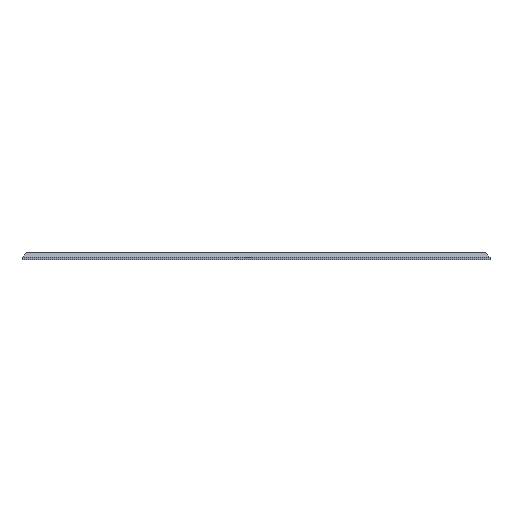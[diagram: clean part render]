
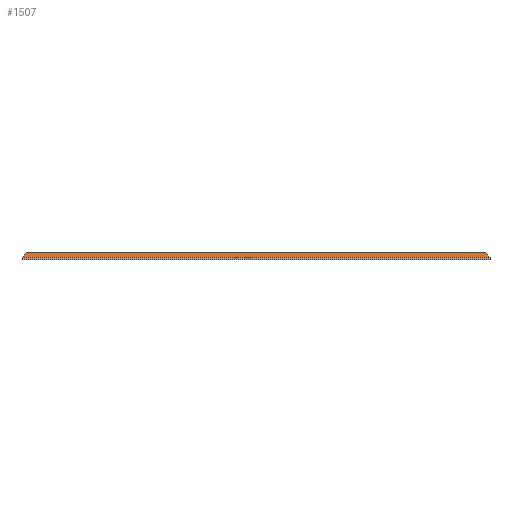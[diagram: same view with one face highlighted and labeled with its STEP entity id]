
A CAD part, front view. The second image highlights one B-rep face of the part: STEP entity #1507.
In plain terms, the highlighted planar face has unit normal (0, -0.707, 0.707).
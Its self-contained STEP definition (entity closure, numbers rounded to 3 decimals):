
#217=FACE_OUTER_BOUND('',#291,.T.);
#291=EDGE_LOOP('',(#1229,#1230,#1231,#1232));
#466=LINE('',#2479,#610);
#468=LINE('',#2483,#612);
#469=LINE('',#2485,#613);
#470=LINE('',#2486,#614);
#610=VECTOR('',#2046,10.);
#612=VECTOR('',#2050,10.);
#613=VECTOR('',#2051,10.);
#614=VECTOR('',#2052,10.);
#753=VERTEX_POINT('',#2476);
#754=VERTEX_POINT('',#2478);
#755=VERTEX_POINT('',#2482);
#756=VERTEX_POINT('',#2484);
#954=EDGE_CURVE('',#753,#754,#466,.T.);
#956=EDGE_CURVE('',#753,#755,#468,.T.);
#957=EDGE_CURVE('',#755,#756,#469,.T.);
#958=EDGE_CURVE('',#756,#754,#470,.T.);
#1229=ORIENTED_EDGE('',*,*,#956,.T.);
#1230=ORIENTED_EDGE('',*,*,#957,.T.);
#1231=ORIENTED_EDGE('',*,*,#958,.T.);
#1232=ORIENTED_EDGE('',*,*,#954,.F.);
#1437=PLANE('',#1655);
#1507=ADVANCED_FACE('',(#217),#1437,.T.);
#1655=AXIS2_PLACEMENT_3D('',#2481,#2048,#2049);
#2046=DIRECTION('',(0.577,-0.577,-0.577));
#2048=DIRECTION('center_axis',(0.,-0.707,
0.707));
#2049=DIRECTION('ref_axis',(1.,0.,0.));
#2050=DIRECTION('',(-1.,0.,0.));
#2051=DIRECTION('',(-0.577,-0.577,-0.577));
#2052=DIRECTION('',(1.,0.,0.));
#2476=CARTESIAN_POINT('',(37.308,-76.5,16.9));
#2478=CARTESIAN_POINT('',(38.308,-77.5,15.9));
#2479=CARTESIAN_POINT('',(37.308,-76.5,16.9));
#2481=CARTESIAN_POINT('Origin',(-36.692,-77.,16.4));
#2482=CARTESIAN_POINT('',(-60.692,-76.5,16.9));
#2483=CARTESIAN_POINT('',(-36.692,-76.5,16.9));
#2484=CARTESIAN_POINT('',(-61.692,-77.5,15.9));
#2485=CARTESIAN_POINT('',(-60.692,-76.5,16.9));
#2486=CARTESIAN_POINT('',(-36.692,-77.5,15.9));
